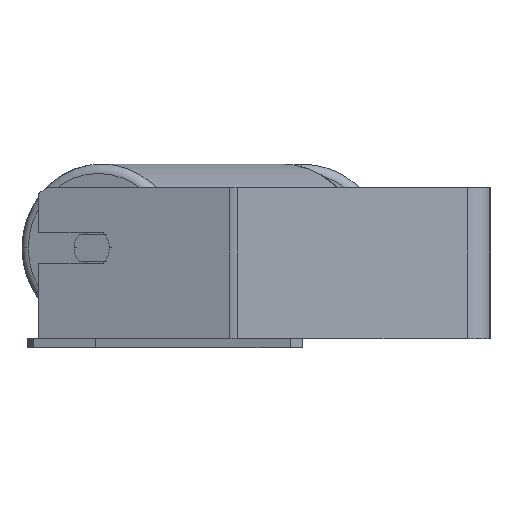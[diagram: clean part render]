
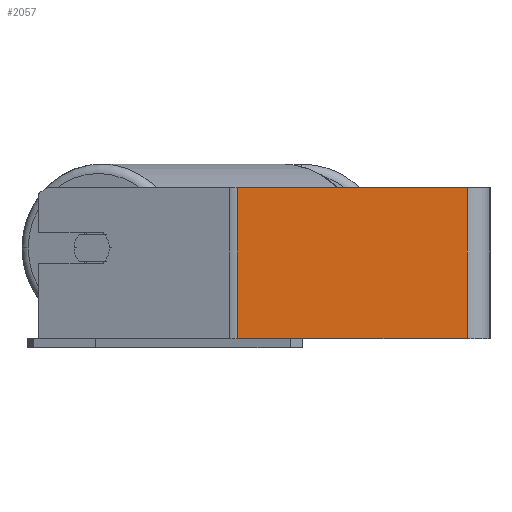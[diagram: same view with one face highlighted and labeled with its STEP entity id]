
A CAD part, left-side view. The second image highlights one B-rep face of the part: STEP entity #2057.
In plain terms, the highlighted planar face has unit normal (-1, 0, 0).
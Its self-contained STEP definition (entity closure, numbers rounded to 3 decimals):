
#12 = DIRECTION ( 'NONE',  ( 1., 0., 0. ) ) ;
#42 = ORIENTED_EDGE ( 'NONE', *, *, #2643, .T. ) ;
#99 = DIRECTION ( 'NONE',  ( 0., 0., -1. ) ) ;
#519 = FACE_OUTER_BOUND ( 'NONE', #6539, .T. ) ;
#1464 = LINE ( 'NONE', #7008, #5075 ) ;
#1926 = ORIENTED_EDGE ( 'NONE', *, *, #3550, .T. ) ;
#2057 = ADVANCED_FACE ( 'NONE', ( #519 ), #2629, .F. ) ;
#2061 = LINE ( 'NONE', #6909, #2104 ) ;
#2104 = VECTOR ( 'NONE', #6866, 1000. ) ;
#2629 = PLANE ( 'NONE',  #4681 ) ;
#2643 = EDGE_CURVE ( 'NONE', #3310, #6360, #8052, .T. ) ;
#3055 = CARTESIAN_POINT ( 'NONE',  ( -490., 136.002, -40. ) ) ;
#3310 = VERTEX_POINT ( 'NONE', #7884 ) ;
#3465 = LINE ( 'NONE', #6244, #6850 ) ;
#3550 = EDGE_CURVE ( 'NONE', #4064, #3310, #2061, .T. ) ;
#3694 = ORIENTED_EDGE ( 'NONE', *, *, #8828, .F. ) ;
#4064 = VERTEX_POINT ( 'NONE', #6296 ) ;
#4384 = ORIENTED_EDGE ( 'NONE', *, *, #8376, .F. ) ;
#4418 = CARTESIAN_POINT ( 'NONE',  ( -490., 12., 40. ) ) ;
#4681 = AXIS2_PLACEMENT_3D ( 'NONE', #4854, #12, #8210 ) ;
#4854 = CARTESIAN_POINT ( 'NONE',  ( -490., 136.002, 40. ) ) ;
#4874 = DIRECTION ( 'NONE',  ( 0., -1., 0. ) ) ;
#5075 = VECTOR ( 'NONE', #99, 1000. ) ;
#5851 = VERTEX_POINT ( 'NONE', #4418 ) ;
#6244 = CARTESIAN_POINT ( 'NONE',  ( -490., 136.002, 40. ) ) ;
#6296 = CARTESIAN_POINT ( 'NONE',  ( -490., 133.886, 40. ) ) ;
#6360 = VERTEX_POINT ( 'NONE', #8073 ) ;
#6539 = EDGE_LOOP ( 'NONE', ( #42, #3694, #4384, #1926 ) ) ;
#6850 = VECTOR ( 'NONE', #4874, 1000. ) ;
#6866 = DIRECTION ( 'NONE',  ( 0., 0., -1. ) ) ;
#6909 = CARTESIAN_POINT ( 'NONE',  ( -490., 133.886, 40. ) ) ;
#7008 = CARTESIAN_POINT ( 'NONE',  ( -490., 12., 40. ) ) ;
#7173 = DIRECTION ( 'NONE',  ( 0., -1., 0. ) ) ;
#7321 = VECTOR ( 'NONE', #7173, 1000. ) ;
#7884 = CARTESIAN_POINT ( 'NONE',  ( -490., 133.886, -40. ) ) ;
#8052 = LINE ( 'NONE', #3055, #7321 ) ;
#8073 = CARTESIAN_POINT ( 'NONE',  ( -490., 12., -40. ) ) ;
#8210 = DIRECTION ( 'NONE',  ( 0., 0., -1. ) ) ;
#8376 = EDGE_CURVE ( 'NONE', #4064, #5851, #3465, .T. ) ;
#8828 = EDGE_CURVE ( 'NONE', #5851, #6360, #1464, .T. ) ;
